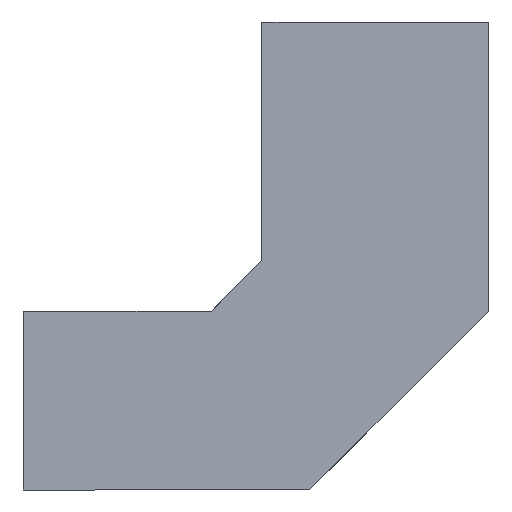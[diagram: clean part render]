
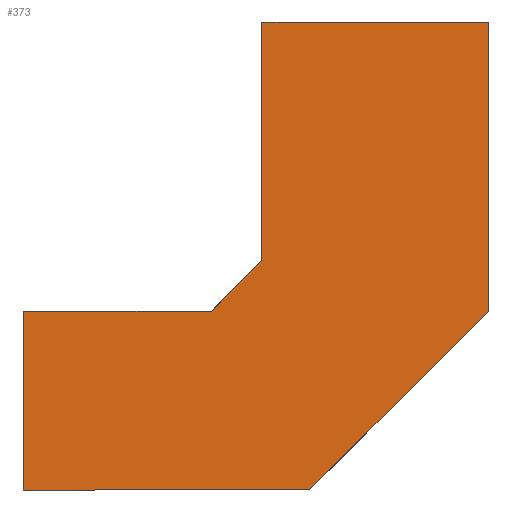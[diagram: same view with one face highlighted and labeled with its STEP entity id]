
A CAD part, front view. The second image highlights one B-rep face of the part: STEP entity #373.
In plain terms, the highlighted planar face has unit normal (0, -1, 0).
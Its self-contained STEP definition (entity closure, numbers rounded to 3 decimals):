
#2 = CARTESIAN_POINT ( 'NONE',  ( -2000.004, -20., -2424.264 ) ) ;
#8 = ORIENTED_EDGE ( 'NONE', *, *, #219, .F. ) ;
#9 = AXIS2_PLACEMENT_3D ( 'NONE', #403, #135, #58 ) ;
#17 = FACE_OUTER_BOUND ( 'NONE', #84, .T. ) ;
#19 = VERTEX_POINT ( 'NONE', #220 ) ;
#43 = LINE ( 'NONE', #239, #457 ) ;
#53 = CARTESIAN_POINT ( 'NONE',  ( 400., -20., -3924.264 ) ) ;
#58 = DIRECTION ( 'NONE',  ( 0., 0., -1. ) ) ;
#59 = ORIENTED_EDGE ( 'NONE', *, *, #338, .F. ) ;
#66 = VECTOR ( 'NONE', #264, 1000. ) ;
#68 = VERTEX_POINT ( 'NONE', #118 ) ;
#82 = LINE ( 'NONE', #246, #339 ) ;
#84 = EDGE_LOOP ( 'NONE', ( #124, #59, #405, #241, #391, #356, #490, #8 ) ) ;
#88 = VERTEX_POINT ( 'NONE', #144 ) ;
#102 = EDGE_CURVE ( 'NONE', #19, #68, #455, .T. ) ;
#111 = VECTOR ( 'NONE', #313, 1000. ) ;
#118 = CARTESIAN_POINT ( 'NONE',  ( 1900., -20., 0. ) ) ;
#123 = LINE ( 'NONE', #274, #126 ) ;
#124 = ORIENTED_EDGE ( 'NONE', *, *, #102, .F. ) ;
#125 = CARTESIAN_POINT ( 'NONE',  ( 0., -20., 0. ) ) ;
#126 = VECTOR ( 'NONE', #200, 1000. ) ;
#135 = DIRECTION ( 'NONE',  ( 0., -1., 0. ) ) ;
#136 = VERTEX_POINT ( 'NONE', #295 ) ;
#144 = CARTESIAN_POINT ( 'NONE',  ( -2000.004, -20., -2424.264 ) ) ;
#146 = LINE ( 'NONE', #225, #392 ) ;
#149 = VECTOR ( 'NONE', #376, 1000. ) ;
#151 = DIRECTION ( 'NONE',  ( -1., 0., 0. ) ) ;
#163 = LINE ( 'NONE', #125, #111 ) ;
#165 = VERTEX_POINT ( 'NONE', #416 ) ;
#169 = PLANE ( 'NONE',  #9 ) ;
#198 = CARTESIAN_POINT ( 'NONE',  ( -2000.004, -20., -3924.264 ) ) ;
#199 = EDGE_CURVE ( 'NONE', #327, #449, #382, .T. ) ;
#200 = DIRECTION ( 'NONE',  ( -0.707, 0., -0.707 ) ) ;
#201 = CARTESIAN_POINT ( 'NONE',  ( 1900., -20., -2424.264 ) ) ;
#219 = EDGE_CURVE ( 'NONE', #68, #291, #43, .T. ) ;
#220 = CARTESIAN_POINT ( 'NONE',  ( 0., -20., 0. ) ) ;
#222 = EDGE_CURVE ( 'NONE', #136, #165, #82, .T. ) ;
#224 = CARTESIAN_POINT ( 'NONE',  ( 1900., -20., 0. ) ) ;
#225 = CARTESIAN_POINT ( 'NONE',  ( -424.264, -20., -2424.264 ) ) ;
#239 = CARTESIAN_POINT ( 'NONE',  ( 1900., -20., -2424.264 ) ) ;
#241 = ORIENTED_EDGE ( 'NONE', *, *, #435, .F. ) ;
#246 = CARTESIAN_POINT ( 'NONE',  ( 0., -20., -2000. ) ) ;
#264 = DIRECTION ( 'NONE',  ( 1., 0., 0. ) ) ;
#274 = CARTESIAN_POINT ( 'NONE',  ( 400., -20., -3924.264 ) ) ;
#282 = DIRECTION ( 'NONE',  ( 0., 0., -1. ) ) ;
#291 = VERTEX_POINT ( 'NONE', #201 ) ;
#295 = CARTESIAN_POINT ( 'NONE',  ( -424.264, -20., -2424.264 ) ) ;
#313 = DIRECTION ( 'NONE',  ( 0., 0., 1. ) ) ;
#327 = VERTEX_POINT ( 'NONE', #53 ) ;
#338 = EDGE_CURVE ( 'NONE', #165, #19, #163, .T. ) ;
#339 = VECTOR ( 'NONE', #389, 1000. ) ;
#356 = ORIENTED_EDGE ( 'NONE', *, *, #199, .F. ) ;
#360 = EDGE_CURVE ( 'NONE', #291, #327, #123, .T. ) ;
#373 = ADVANCED_FACE ( 'NONE', ( #17 ), #169, .T. ) ;
#376 = DIRECTION ( 'NONE',  ( 0., 0., 1. ) ) ;
#382 = LINE ( 'NONE', #499, #383 ) ;
#383 = VECTOR ( 'NONE', #151, 1000. ) ;
#384 = LINE ( 'NONE', #2, #149 ) ;
#389 = DIRECTION ( 'NONE',  ( 0.707, 0., 0.707 ) ) ;
#391 = ORIENTED_EDGE ( 'NONE', *, *, #450, .F. ) ;
#392 = VECTOR ( 'NONE', #459, 1000. ) ;
#403 = CARTESIAN_POINT ( 'NONE',  ( 0., -20., 0. ) ) ;
#405 = ORIENTED_EDGE ( 'NONE', *, *, #222, .F. ) ;
#416 = CARTESIAN_POINT ( 'NONE',  ( 0., -20., -2000. ) ) ;
#435 = EDGE_CURVE ( 'NONE', #88, #136, #146, .T. ) ;
#449 = VERTEX_POINT ( 'NONE', #198 ) ;
#450 = EDGE_CURVE ( 'NONE', #449, #88, #384, .T. ) ;
#455 = LINE ( 'NONE', #224, #66 ) ;
#457 = VECTOR ( 'NONE', #282, 1000. ) ;
#459 = DIRECTION ( 'NONE',  ( 1., 0., 0. ) ) ;
#490 = ORIENTED_EDGE ( 'NONE', *, *, #360, .F. ) ;
#499 = CARTESIAN_POINT ( 'NONE',  ( -2000.004, -20., -3924.264 ) ) ;
